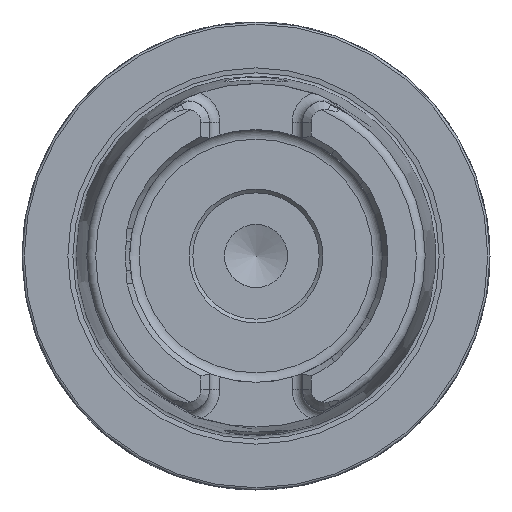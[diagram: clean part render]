
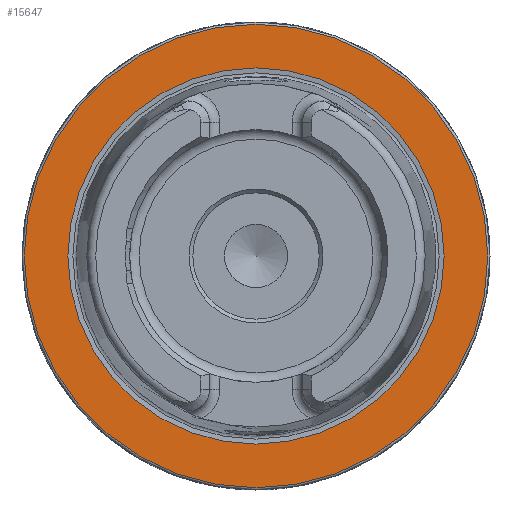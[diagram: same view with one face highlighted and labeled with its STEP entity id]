
A CAD part, left-side view. The second image highlights one B-rep face of the part: STEP entity #15647.
In plain terms, the highlighted planar face has unit normal (-1, 0, 0).
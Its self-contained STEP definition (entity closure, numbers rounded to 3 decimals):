
#17 = ORIENTED_EDGE ( 'NONE', *, *, #17965, .T. ) ;
#2750 = VERTEX_POINT ( 'NONE', #13947 ) ;
#3259 = PLANE ( 'NONE',  #4651 ) ;
#3836 = AXIS2_PLACEMENT_3D ( 'NONE', #21273, #5840, #25006 ) ;
#3933 = EDGE_LOOP ( 'NONE', ( #17 ) ) ;
#4651 = AXIS2_PLACEMENT_3D ( 'NONE', #12980, #20559, #6985 ) ;
#5333 = CIRCLE ( 'NONE', #22133, 25.324 ) ;
#5840 = DIRECTION ( 'NONE',  ( -1., 0., 0. ) ) ;
#6985 = DIRECTION ( 'NONE',  ( 0., 0., -1. ) ) ;
#7436 = VERTEX_POINT ( 'NONE', #23056 ) ;
#7536 = FACE_OUTER_BOUND ( 'NONE', #3933, .T. ) ;
#12481 = CIRCLE ( 'NONE', #3836, 31.2 ) ;
#12980 = CARTESIAN_POINT ( 'NONE',  ( -106., 31.2, 0. ) ) ;
#13947 = CARTESIAN_POINT ( 'NONE',  ( -106., 0., 25.324 ) ) ;
#15647 = ADVANCED_FACE ( 'NONE', ( #21235, #7536 ), #3259, .F. ) ;
#17480 = DIRECTION ( 'NONE',  ( -1., 0., 0. ) ) ;
#17965 = EDGE_CURVE ( 'NONE', #7436, #7436, #12481, .T. ) ;
#19140 = EDGE_LOOP ( 'NONE', ( #24872 ) ) ;
#19335 = CARTESIAN_POINT ( 'NONE',  ( -106., 0., 0. ) ) ;
#19421 = DIRECTION ( 'NONE',  ( 0., 0., 1. ) ) ;
#20559 = DIRECTION ( 'NONE',  ( 1., 0., 0. ) ) ;
#21235 = FACE_BOUND ( 'NONE', #19140, .T. ) ;
#21273 = CARTESIAN_POINT ( 'NONE',  ( -106., 0., 0. ) ) ;
#22133 = AXIS2_PLACEMENT_3D ( 'NONE', #19335, #17480, #19421 ) ;
#22987 = EDGE_CURVE ( 'NONE', #2750, #2750, #5333, .T. ) ;
#23056 = CARTESIAN_POINT ( 'NONE',  ( -106., 0., 31.2 ) ) ;
#24872 = ORIENTED_EDGE ( 'NONE', *, *, #22987, .F. ) ;
#25006 = DIRECTION ( 'NONE',  ( 0., 0., 1. ) ) ;
